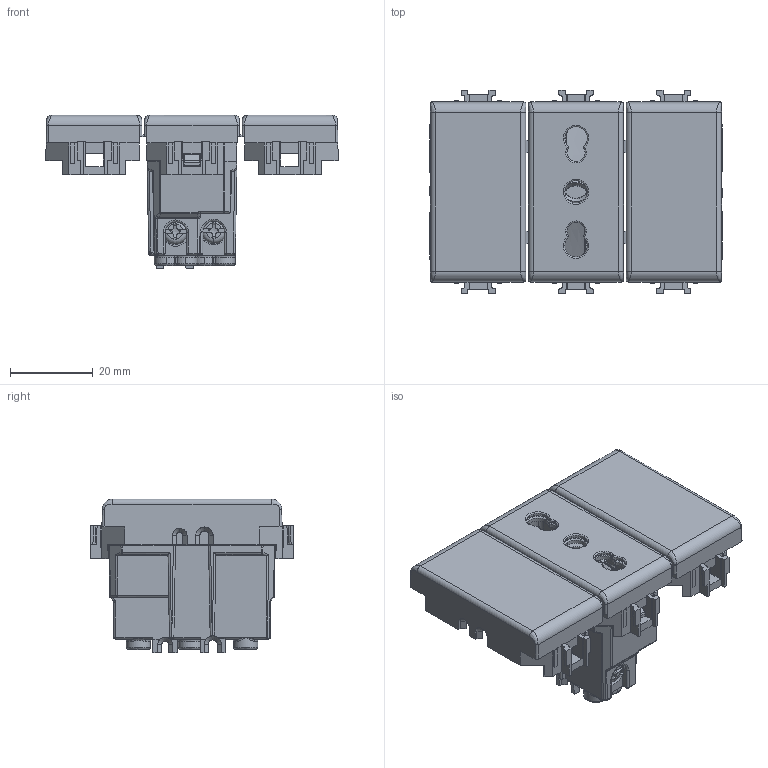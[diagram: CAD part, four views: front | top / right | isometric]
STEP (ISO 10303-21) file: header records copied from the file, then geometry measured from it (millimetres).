
FILE_DESCRIPTION (( 'STEP AP203' ), '1' );
FILE_NAME ('MATIX.STEP', '2024-02-13T18:32:36', ( '' ), ( '' ), 'SwSTEP 2.0', 'SolidWorks 2020', '' );
FILE_SCHEMA (( 'CONFIG_CONTROL_DESIGN' ));
Length unit declared in the file: millimetre
Products named in the file (11): Base bipasso_1; 4BOX-PHASECONTACT_2; 4BOX-EARTH_2; 16A-SHUTTER_BASE-TUTTO^SHUTTER-16A_ASM_2_ASM_2; SPRING_21^SHUTTER-16A_ASM_2_ASM_2; 4BOX-Bipasso-MATIX; 16A-SHUTTER_1_2; 4BOX-Socket-Base-MATIX-SYSTEM; MATIX; 16A-UP_1^SHUTTER-16A_ASM_2_ASM_2; SHUTTER-16A_ASM_2_ASM_2
Assembly tree (12 placements, depth 4):
  MATIX
    Base bipasso_1
      4BOX-PHASECONTACT_2  x2
      4BOX-EARTH_2
      SHUTTER-16A_ASM_2_ASM_2
        16A-UP_1^SHUTTER-16A_ASM_2_ASM_2
        16A-SHUTTER_1_2
        SPRING_21^SHUTTER-16A_ASM_2_ASM_2  x2
        16A-SHUTTER_BASE-TUTTO^SHUTTER-16A_ASM_2_ASM_2
      4BOX-Socket-Base-MATIX-SYSTEM
    4BOX-Bipasso-MATIX
Bounding box: 70.6 x 49 x 37.1 mm (x, y, z)
Volume: 19468.7 mm3; surface area: 34908.1 mm2
Topology: 10 solids, 10 shells, 2709 faces, 7409 edges, 4689 vertices
Faces by surface type: plane 1412, cylinder 726, bspline 437, torus 49, sphere 44, cone 41
Entity records: 110545 total; most frequent: CARTESIAN_POINT 53455, ORIENTED_EDGE 12956, DIRECTION 9653, EDGE_CURVE 6478, VERTEX_POINT 4134, LINE 4079, VECTOR 4079, AXIS2_PLACEMENT_3D 2787
